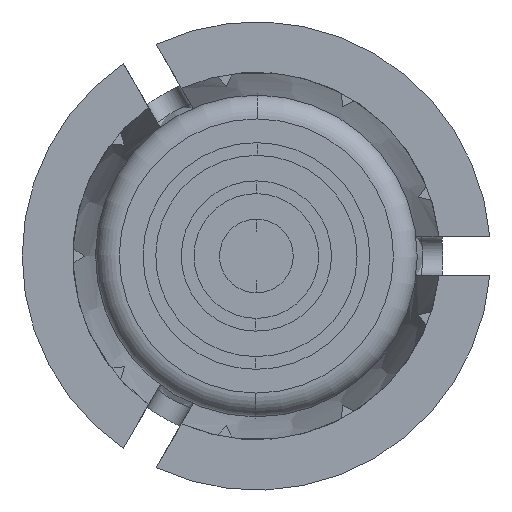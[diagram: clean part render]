
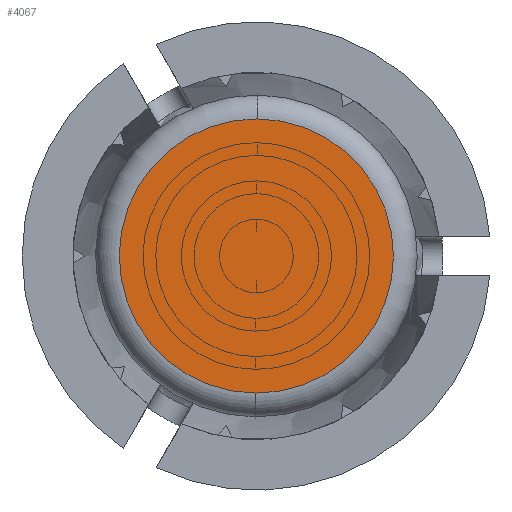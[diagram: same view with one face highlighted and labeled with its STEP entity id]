
A CAD part, left-side view. The second image highlights one B-rep face of the part: STEP entity #4067.
In plain terms, the highlighted face is planar.
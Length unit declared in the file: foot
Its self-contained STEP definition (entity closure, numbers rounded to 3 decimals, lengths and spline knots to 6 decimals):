
#2015 = ORIENTED_EDGE ( 'NONE', *, *, #2324, .F. ) ;
#2324 = EDGE_CURVE ( 'NONE', #4537, #3271, #5617, .T. ) ;
#2343 = DIRECTION ( 'NONE',  ( 0., -1., 0. ) ) ;
#2399 = EDGE_CURVE ( 'NONE', #3271, #4537, #9148, .T. ) ;
#2595 = DIRECTION ( 'NONE',  ( 0., 0., 1. ) ) ;
#3007 = CARTESIAN_POINT ( 'NONE',  ( 0., 0.045625, 0. ) ) ;
#3271 = VERTEX_POINT ( 'NONE', #6643 ) ;
#3753 = DIRECTION ( 'NONE',  ( 0., 0., -1. ) ) ;
#3755 = EDGE_LOOP ( 'NONE', ( #2015, #8782 ) ) ;
#4067 = ADVANCED_FACE ( 'NONE', ( #8216 ), #8583, .T. ) ;
#4537 = VERTEX_POINT ( 'NONE', #9589 ) ;
#5585 = CARTESIAN_POINT ( 'NONE',  ( 0., 0.045625, 0. ) ) ;
#5617 = CIRCLE ( 'NONE', #5628, 0.015 ) ;
#5628 = AXIS2_PLACEMENT_3D ( 'NONE', #3007, #8267, #3753 ) ;
#6643 = CARTESIAN_POINT ( 'NONE',  ( 0., 0.045625, 0.015 ) ) ;
#6865 = CARTESIAN_POINT ( 'NONE',  ( 0., 0.045625, 0. ) ) ;
#7124 = DIRECTION ( 'NONE',  ( 0., 1., 0. ) ) ;
#7602 = DIRECTION ( 'NONE',  ( 0., 0., -1. ) ) ;
#8158 = AXIS2_PLACEMENT_3D ( 'NONE', #6865, #2343, #7602 ) ;
#8216 = FACE_OUTER_BOUND ( 'NONE', #3755, .T. ) ;
#8267 = DIRECTION ( 'NONE',  ( 0., -1., 0. ) ) ;
#8583 = PLANE ( 'NONE',  #9668 ) ;
#8782 = ORIENTED_EDGE ( 'NONE', *, *, #2399, .F. ) ;
#9148 = CIRCLE ( 'NONE', #8158, 0.015 ) ;
#9589 = CARTESIAN_POINT ( 'NONE',  ( 0., 0.045625, -0.015 ) ) ;
#9668 = AXIS2_PLACEMENT_3D ( 'NONE', #5585, #7124, #2595 ) ;
